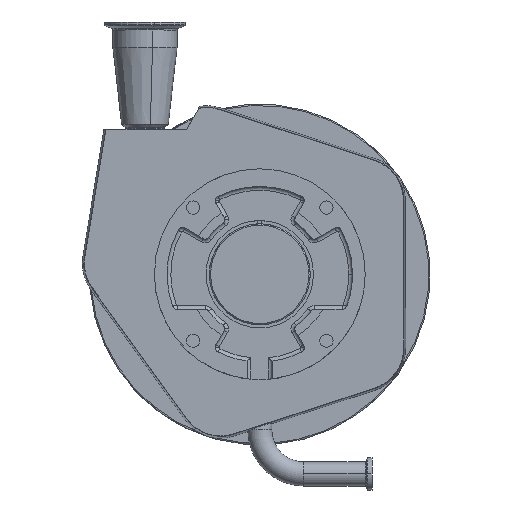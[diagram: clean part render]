
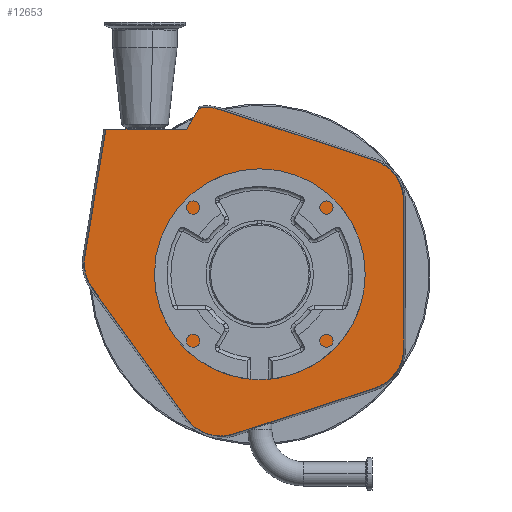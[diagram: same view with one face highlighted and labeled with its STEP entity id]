
A CAD part, top view. The second image highlights one B-rep face of the part: STEP entity #12653.
In plain terms, the highlighted planar face has unit normal (0, 0, 1).
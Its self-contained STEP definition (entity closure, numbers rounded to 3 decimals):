
#13 = EDGE_CURVE ( 'NONE', #5209, #10948, #10619, .T. ) ;
#106 = ORIENTED_EDGE ( 'NONE', *, *, #11606, .T. ) ;
#258 = AXIS2_PLACEMENT_3D ( 'NONE', #10690, #4613, #756 ) ;
#354 = CARTESIAN_POINT ( 'NONE',  ( 80.395, 58.625, -141.5 ) ) ;
#477 = EDGE_CURVE ( 'NONE', #15249, #10948, #12694, .T. ) ;
#490 = CARTESIAN_POINT ( 'NONE',  ( 90.819, 90.363, -141.5 ) ) ;
#497 = EDGE_CURVE ( 'NONE', #11104, #6696, #3799, .T. ) ;
#565 = CIRCLE ( 'NONE', #11994, 33.406 ) ;
#612 = AXIS2_PLACEMENT_3D ( 'NONE', #354, #7171, #14526 ) ;
#756 = DIRECTION ( 'NONE',  ( 0., -1., 0. ) ) ;
#790 = CARTESIAN_POINT ( 'NONE',  ( 80.599, -58.344, -141.5 ) ) ;
#835 = EDGE_LOOP ( 'NONE', ( #1067, #9011 ) ) ;
#961 = LINE ( 'NONE', #9198, #3150 ) ;
#1067 = ORIENTED_EDGE ( 'NONE', *, *, #6330, .F. ) ;
#1158 = EDGE_CURVE ( 'NONE', #15308, #7383, #9531, .T. ) ;
#1497 = CARTESIAN_POINT ( 'NONE',  ( -138.584, 14.338, -141.5 ) ) ;
#1691 = EDGE_CURVE ( 'NONE', #12215, #7234, #565, .T. ) ;
#1797 = CARTESIAN_POINT ( 'NONE',  ( -132.709, -10.69, -141.5 ) ) ;
#1816 = VERTEX_POINT ( 'NONE', #490 ) ;
#1968 = CARTESIAN_POINT ( 'NONE',  ( 114.005, -58.286, -141.5 ) ) ;
#2111 = ORIENTED_EDGE ( 'NONE', *, *, #8100, .F. ) ;
#2208 = CARTESIAN_POINT ( 'NONE',  ( 0., 55., -141.5 ) ) ;
#2300 = EDGE_CURVE ( 'NONE', #7383, #12215, #5412, .T. ) ;
#2368 = PLANE ( 'NONE',  #258 ) ;
#2462 = DIRECTION ( 'NONE',  ( 0., -1., 0. ) ) ;
#2493 = VECTOR ( 'NONE', #12258, 1000. ) ;
#2555 = DIRECTION ( 'NONE',  ( 0., 0., -1. ) ) ;
#2640 = CARTESIAN_POINT ( 'NONE',  ( 90.922, -90.115, -141.5 ) ) ;
#3150 = VECTOR ( 'NONE', #3208, 1000. ) ;
#3189 = VECTOR ( 'NONE', #7321, 1000. ) ;
#3208 = DIRECTION ( 'NONE',  ( 0.164, 0.987, 0. ) ) ;
#3222 = CIRCLE ( 'NONE', #11940, 33.406 ) ;
#3245 = CIRCLE ( 'NONE', #11963, 33.406 ) ;
#3383 = AXIS2_PLACEMENT_3D ( 'NONE', #6846, #12162, #4992 ) ;
#3404 = ORIENTED_EDGE ( 'NONE', *, *, #9223, .F. ) ;
#3532 = FACE_BOUND ( 'NONE', #835, .T. ) ;
#3569 = EDGE_LOOP ( 'NONE', ( #10396, #106, #12490, #7821, #3404, #7015, #11451, #12813, #7498, #9738, #8587, #2111, #8360, #15149 ) ) ;
#3619 = DIRECTION ( 'NONE',  ( 0., 0., -1. ) ) ;
#3799 = LINE ( 'NONE', #2640, #7950 ) ;
#3903 = CARTESIAN_POINT ( 'NONE',  ( -17.519, 185.115, -141.5 ) ) ;
#3963 = CARTESIAN_POINT ( 'NONE',  ( -31.752, 130.619, -141.5 ) ) ;
#4426 = VECTOR ( 'NONE', #8285, 1000. ) ;
#4469 = CARTESIAN_POINT ( 'NONE',  ( -121.194, 115., -141.5 ) ) ;
#4548 = CARTESIAN_POINT ( 'NONE',  ( 90.922, -90.115, -141.5 ) ) ;
#4613 = DIRECTION ( 'NONE',  ( 0., 0., 1. ) ) ;
#4852 = DIRECTION ( 'NONE',  ( 0., -1., 0. ) ) ;
#4992 = DIRECTION ( 'NONE',  ( 0., -1., 0. ) ) ;
#5044 = DIRECTION ( 'NONE',  ( 0., -1., 0. ) ) ;
#5080 = LINE ( 'NONE', #7480, #2493 ) ;
#5209 = VERTEX_POINT ( 'NONE', #6358 ) ;
#5330 = AXIS2_PLACEMENT_3D ( 'NONE', #12102, #9831, #4852 ) ;
#5412 = CIRCLE ( 'NONE', #12140, 33.406 ) ;
#5620 = VECTOR ( 'NONE', #6345, 1000. ) ;
#6041 = VERTEX_POINT ( 'NONE', #7464 ) ;
#6202 = DIRECTION ( 'NONE',  ( 0., -1., 0. ) ) ;
#6245 = LINE ( 'NONE', #3903, #3189 ) ;
#6330 = EDGE_CURVE ( 'NONE', #12262, #6728, #6545, .T. ) ;
#6345 = DIRECTION ( 'NONE',  ( 0.002, -1., 0. ) ) ;
#6358 = CARTESIAN_POINT ( 'NONE',  ( -58., 115., -141.5 ) ) ;
#6545 = CIRCLE ( 'NONE', #9286, 55. ) ;
#6682 = DIRECTION ( 'NONE',  ( 0., 0., -1. ) ) ;
#6696 = VERTEX_POINT ( 'NONE', #8983 ) ;
#6728 = VERTEX_POINT ( 'NONE', #2208 ) ;
#6782 = CARTESIAN_POINT ( 'NONE',  ( 113.801, 58.683, -141.5 ) ) ;
#6846 = CARTESIAN_POINT ( 'NONE',  ( -30.912, -94.576, -141.5 ) ) ;
#6847 = CIRCLE ( 'NONE', #3383, 33.406 ) ;
#6857 = EDGE_CURVE ( 'NONE', #6728, #12262, #8050, .T. ) ;
#6863 = EDGE_CURVE ( 'NONE', #1816, #11300, #7310, .T. ) ;
#6968 = CARTESIAN_POINT ( 'NONE',  ( 0., -55., -141.5 ) ) ;
#7015 = ORIENTED_EDGE ( 'NONE', *, *, #1691, .F. ) ;
#7171 = DIRECTION ( 'NONE',  ( 0., 0., -1. ) ) ;
#7217 = CARTESIAN_POINT ( 'NONE',  ( -117.56, 111.911, -141.5 ) ) ;
#7234 = VERTEX_POINT ( 'NONE', #1497 ) ;
#7294 = DIRECTION ( 'NONE',  ( 0., 0., -1. ) ) ;
#7310 = CIRCLE ( 'NONE', #612, 33.406 ) ;
#7321 = DIRECTION ( 'NONE',  ( -0.5, -0.866, 0. ) ) ;
#7383 = VERTEX_POINT ( 'NONE', #1797 ) ;
#7464 = CARTESIAN_POINT ( 'NONE',  ( -48.352, 131.711, -141.5 ) ) ;
#7480 = CARTESIAN_POINT ( 'NONE',  ( 125.679, 78.915, -141.5 ) ) ;
#7498 = ORIENTED_EDGE ( 'NONE', *, *, #8269, .F. ) ;
#7821 = ORIENTED_EDGE ( 'NONE', *, *, #477, .F. ) ;
#7950 = VECTOR ( 'NONE', #8556, 1000. ) ;
#8050 = CIRCLE ( 'NONE', #5330, 55. ) ;
#8100 = EDGE_CURVE ( 'NONE', #11300, #11689, #11179, .T. ) ;
#8207 = DIRECTION ( 'NONE',  ( -0.586, 0.811, 0. ) ) ;
#8269 = EDGE_CURVE ( 'NONE', #6696, #15308, #6847, .T. ) ;
#8285 = DIRECTION ( 'NONE',  ( -1., 0., 0. ) ) ;
#8360 = ORIENTED_EDGE ( 'NONE', *, *, #6863, .F. ) ;
#8364 = CARTESIAN_POINT ( 'NONE',  ( 0., 115., -141.5 ) ) ;
#8556 = DIRECTION ( 'NONE',  ( -0.951, -0.309, 0. ) ) ;
#8587 = ORIENTED_EDGE ( 'NONE', *, *, #14031, .F. ) ;
#8784 = CARTESIAN_POINT ( 'NONE',  ( 0., 0., -141.5 ) ) ;
#8983 = CARTESIAN_POINT ( 'NONE',  ( -20.589, -126.348, -141.5 ) ) ;
#9011 = ORIENTED_EDGE ( 'NONE', *, *, #6857, .F. ) ;
#9031 = CARTESIAN_POINT ( 'NONE',  ( -122.265, 112.692, -141.5 ) ) ;
#9198 = CARTESIAN_POINT ( 'NONE',  ( -144.448, -21.005, -141.5 ) ) ;
#9223 = EDGE_CURVE ( 'NONE', #7234, #15249, #961, .T. ) ;
#9286 = AXIS2_PLACEMENT_3D ( 'NONE', #8784, #12372, #5044 ) ;
#9531 = LINE ( 'NONE', #12980, #11975 ) ;
#9738 = ORIENTED_EDGE ( 'NONE', *, *, #497, .F. ) ;
#9816 = DIRECTION ( 'NONE',  ( 0., -1., 0. ) ) ;
#9831 = DIRECTION ( 'NONE',  ( 0., 0., 1. ) ) ;
#10396 = ORIENTED_EDGE ( 'NONE', *, *, #14798, .F. ) ;
#10619 = LINE ( 'NONE', #8364, #4426 ) ;
#10657 = DIRECTION ( 'NONE',  ( 0., -1., 0. ) ) ;
#10690 = CARTESIAN_POINT ( 'NONE',  ( 0., 175., -141.5 ) ) ;
#10948 = VERTEX_POINT ( 'NONE', #4469 ) ;
#11104 = VERTEX_POINT ( 'NONE', #4548 ) ;
#11179 = LINE ( 'NONE', #1968, #5620 ) ;
#11300 = VERTEX_POINT ( 'NONE', #6782 ) ;
#11409 = FACE_OUTER_BOUND ( 'NONE', #3569, .T. ) ;
#11446 = CARTESIAN_POINT ( 'NONE',  ( 114.005, -58.286, -141.5 ) ) ;
#11451 = ORIENTED_EDGE ( 'NONE', *, *, #2300, .F. ) ;
#11606 = EDGE_CURVE ( 'NONE', #6041, #5209, #6245, .T. ) ;
#11689 = VERTEX_POINT ( 'NONE', #11446 ) ;
#11940 = AXIS2_PLACEMENT_3D ( 'NONE', #790, #6682, #13791 ) ;
#11963 = AXIS2_PLACEMENT_3D ( 'NONE', #13077, #2555, #6202 ) ;
#11975 = VECTOR ( 'NONE', #8207, 1000. ) ;
#11994 = AXIS2_PLACEMENT_3D ( 'NONE', #13346, #12396, #9816 ) ;
#12096 = VERTEX_POINT ( 'NONE', #3963 ) ;
#12102 = CARTESIAN_POINT ( 'NONE',  ( 0., 0., -141.5 ) ) ;
#12140 = AXIS2_PLACEMENT_3D ( 'NONE', #13061, #3619, #2462 ) ;
#12162 = DIRECTION ( 'NONE',  ( 0., 0., -1. ) ) ;
#12215 = VERTEX_POINT ( 'NONE', #13005 ) ;
#12258 = DIRECTION ( 'NONE',  ( 0.95, -0.312, 0. ) ) ;
#12262 = VERTEX_POINT ( 'NONE', #6968 ) ;
#12372 = DIRECTION ( 'NONE',  ( 0., 0., 1. ) ) ;
#12396 = DIRECTION ( 'NONE',  ( 0., 0., -1. ) ) ;
#12490 = ORIENTED_EDGE ( 'NONE', *, *, #13, .T. ) ;
#12653 = ADVANCED_FACE ( 'NONE', ( #3532, #11409 ), #2368, .T. ) ;
#12694 = CIRCLE ( 'NONE', #13697, 4.77 ) ;
#12701 = EDGE_CURVE ( 'NONE', #12096, #1816, #5080, .T. ) ;
#12813 = ORIENTED_EDGE ( 'NONE', *, *, #1158, .F. ) ;
#12980 = CARTESIAN_POINT ( 'NONE',  ( -36.962, -143.255, -141.5 ) ) ;
#13005 = CARTESIAN_POINT ( 'NONE',  ( -139.035, 8.87, -141.5 ) ) ;
#13061 = CARTESIAN_POINT ( 'NONE',  ( -105.628, 8.87, -141.5 ) ) ;
#13077 = CARTESIAN_POINT ( 'NONE',  ( -42.176, 98.881, -141.5 ) ) ;
#13346 = CARTESIAN_POINT ( 'NONE',  ( -105.628, 8.87, -141.5 ) ) ;
#13697 = AXIS2_PLACEMENT_3D ( 'NONE', #7217, #7294, #10657 ) ;
#13791 = DIRECTION ( 'NONE',  ( 0., -1., 0. ) ) ;
#14031 = EDGE_CURVE ( 'NONE', #11689, #11104, #3222, .T. ) ;
#14526 = DIRECTION ( 'NONE',  ( 0., -1., 0. ) ) ;
#14738 = CARTESIAN_POINT ( 'NONE',  ( -57.994, -114.136, -141.5 ) ) ;
#14798 = EDGE_CURVE ( 'NONE', #6041, #12096, #3245, .T. ) ;
#15149 = ORIENTED_EDGE ( 'NONE', *, *, #12701, .F. ) ;
#15249 = VERTEX_POINT ( 'NONE', #9031 ) ;
#15308 = VERTEX_POINT ( 'NONE', #14738 ) ;
